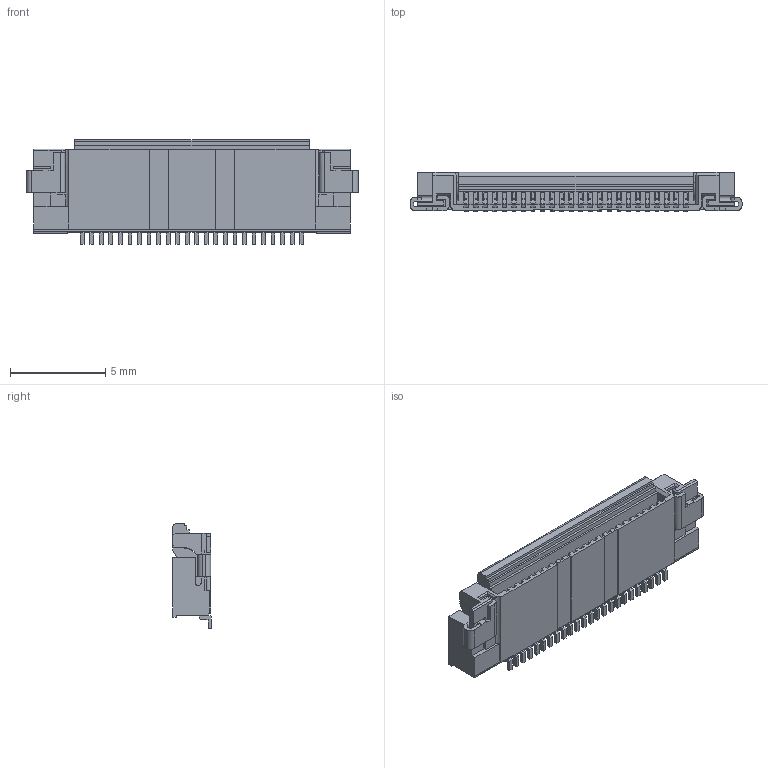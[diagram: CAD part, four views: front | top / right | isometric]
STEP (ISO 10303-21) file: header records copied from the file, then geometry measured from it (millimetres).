
FILE_DESCRIPTION((''),'2;1');
FILE_NAME('528932495','2010-01-11T',('dburnier'),('EPFL'),'PRO/ENGINEER BY PARAMETRIC TECHNOLOGY CORPORATION, 2008490','PRO/ENGINEER BY PARAMETRIC TECHNOLOGY CORPORATION, 2008490','');
FILE_SCHEMA(('AUTOMOTIVE_DESIGN_CC2 { 1 2 10303 214 -1 1 5 2 }'));
Length unit declared in the file: millimetre
Products named in the file (1): 528932495
Bounding box: 17.4 x 2.04 x 5.5 mm (x, y, z)
Volume: 101.7 mm3; surface area: 646.6 mm2
Topology: 1 solids, 1 shells, 1040 faces, 3398 edges, 2184 vertices
Faces by surface type: plane 885, cylinder 155
Entity records: 39082 total; most frequent: ORIENTED_EDGE 6796, CARTESIAN_POINT 6646, DIRECTION 5787, EDGE_CURVE 3398, VECTOR 3073, LINE 3073, VERTEX_POINT 2184, AXIS2_PLACEMENT_3D 1357
